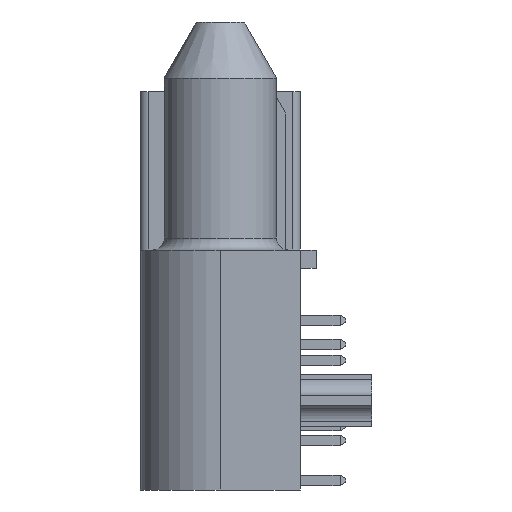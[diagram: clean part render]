
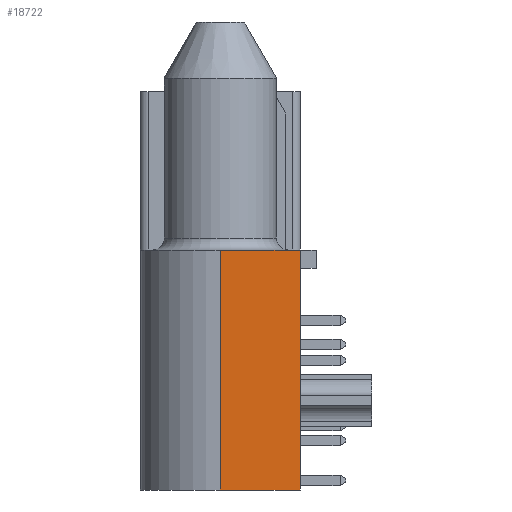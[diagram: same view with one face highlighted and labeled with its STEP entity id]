
A CAD part, left-side view. The second image highlights one B-rep face of the part: STEP entity #18722.
In plain terms, the highlighted planar face has unit normal (-1, 0, 0).
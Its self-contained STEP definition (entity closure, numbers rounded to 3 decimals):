
#35=DIRECTION('',(0.,-1.,0.));
#36=VECTOR('',#35,5.);
#37=CARTESIAN_POINT('',(0.,0.,-7.5));
#38=LINE('',#37,#36);
#1203=DIRECTION('',(0.,0.,1.));
#1204=VECTOR('',#1203,15.);
#1205=CARTESIAN_POINT('',(0.,-5.,-7.5));
#1206=LINE('',#1205,#1204);
#4797=DIRECTION('',(0.,-1.,0.));
#4798=VECTOR('',#4797,5.);
#4799=CARTESIAN_POINT('',(0.,0.,7.5));
#4800=LINE('',#4799,#4798);
#5320=DIRECTION('',(0.,0.,1.));
#5321=VECTOR('',#5320,15.);
#5322=CARTESIAN_POINT('',(0.,0.,-7.5));
#5323=LINE('',#5322,#5321);
#9334=CARTESIAN_POINT('',(0.,0.,-7.5));
#9336=VERTEX_POINT('',#9334);
#9337=CARTESIAN_POINT('',(0.,-5.,-7.5));
#9338=VERTEX_POINT('',#9337);
#9340=CARTESIAN_POINT('',(0.,0.,7.5));
#9342=VERTEX_POINT('',#9340);
#9343=CARTESIAN_POINT('',(0.,-5.,7.5));
#9344=VERTEX_POINT('',#9343);
#18710=CARTESIAN_POINT('',(0.,0.,-7.5));
#18711=DIRECTION('',(-1.,0.,0.));
#18712=DIRECTION('',(0.,-1.,0.));
#18713=AXIS2_PLACEMENT_3D('',#18710,#18711,#18712);
#18714=PLANE('',#18713);
#18715=ORIENTED_EDGE('',*,*,#10955,.F.);
#18717=ORIENTED_EDGE('',*,*,#18716,.T.);
#18718=ORIENTED_EDGE('',*,*,#17814,.T.);
#18719=ORIENTED_EDGE('',*,*,#10968,.F.);
#18720=EDGE_LOOP('',(#18715,#18717,#18718,#18719));
#18721=FACE_OUTER_BOUND('',#18720,.F.);
#18722=ADVANCED_FACE('',(#18721),#18714,.T.);
#10955=EDGE_CURVE('',#9336,#9338,#38,.T.);
#10968=EDGE_CURVE('',#9338,#9344,#1206,.T.);
#17814=EDGE_CURVE('',#9342,#9344,#4800,.T.);
#18716=EDGE_CURVE('',#9336,#9342,#5323,.T.);
